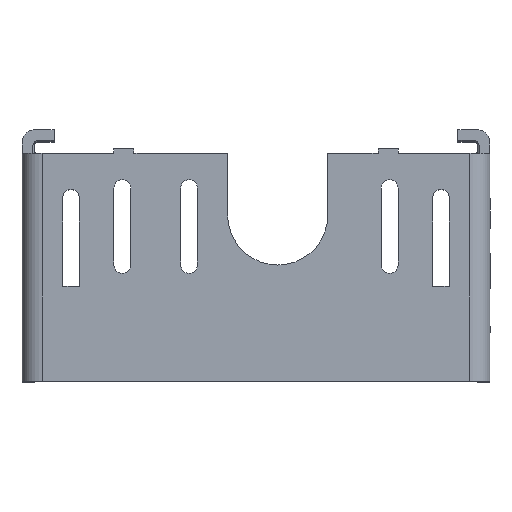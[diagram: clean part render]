
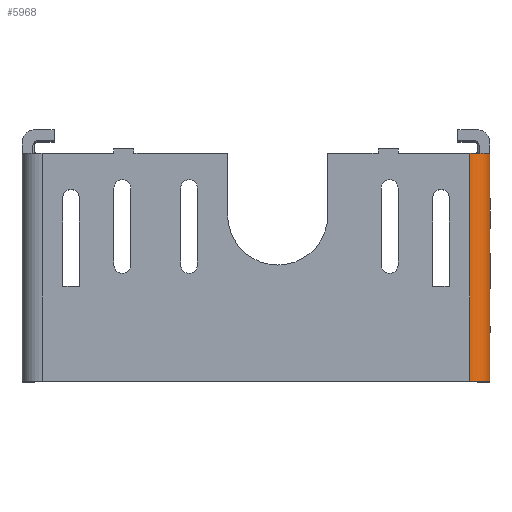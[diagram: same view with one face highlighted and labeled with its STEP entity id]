
A CAD part, top view. The second image highlights one B-rep face of the part: STEP entity #5968.
In plain terms, the highlighted cylindrical face has radius 3 mm (diameter 6 mm), a partial arc.
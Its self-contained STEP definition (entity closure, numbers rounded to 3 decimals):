
#371=FACE_OUTER_BOUND('',#693,.T.);
#693=EDGE_LOOP('',(#4254,#4255,#4256,#4257));
#1026=LINE('',#8542,#1704);
#1114=LINE('',#8783,#1792);
#1704=VECTOR('',#6831,1000.);
#1792=VECTOR('',#7047,1000.);
#2409=CIRCLE('',#6339,3.);
#2413=CIRCLE('',#6344,3.);
#2584=VERTEX_POINT('',#8539);
#2585=VERTEX_POINT('',#8541);
#2665=VERTEX_POINT('',#8761);
#2674=VERTEX_POINT('',#8781);
#3179=EDGE_CURVE('',#2584,#2585,#1026,.T.);
#3289=EDGE_CURVE('',#2585,#2665,#2409,.T.);
#3299=EDGE_CURVE('',#2584,#2674,#2413,.T.);
#3300=EDGE_CURVE('',#2674,#2665,#1114,.T.);
#4254=ORIENTED_EDGE('',*,*,#3179,.F.);
#4255=ORIENTED_EDGE('',*,*,#3299,.T.);
#4256=ORIENTED_EDGE('',*,*,#3300,.T.);
#4257=ORIENTED_EDGE('',*,*,#3289,.F.);
#5868=CYLINDRICAL_SURFACE('',#6343,3.);
#5968=ADVANCED_FACE('',(#371),#5868,.T.);
#6339=AXIS2_PLACEMENT_3D('',#8762,#7029,#7030);
#6343=AXIS2_PLACEMENT_3D('',#8780,#7043,#7044);
#6344=AXIS2_PLACEMENT_3D('',#8782,#7045,#7046);
#6831=DIRECTION('',(0.,-1.,0.));
#7029=DIRECTION('center_axis',(0.,-1.,0.));
#7030=DIRECTION('ref_axis',(0.,0.,1.));
#7043=DIRECTION('center_axis',(0.,1.,0.));
#7044=DIRECTION('ref_axis',(0.,0.,1.));
#7045=DIRECTION('center_axis',(0.,-1.,0.));
#7046=DIRECTION('ref_axis',(0.,0.,1.));
#7047=DIRECTION('',(0.,-1.,0.));
#8539=CARTESIAN_POINT('',(-5.993,67.975,112.02));
#8541=CARTESIAN_POINT('',(-5.993,33.875,112.02));
#8542=CARTESIAN_POINT('',(-5.993,45.775,112.02));
#8761=CARTESIAN_POINT('',(-8.993,33.875,115.02));
#8762=CARTESIAN_POINT('Origin',(-8.993,33.875,112.02));
#8780=CARTESIAN_POINT('Origin',(-8.993,45.775,112.02));
#8781=CARTESIAN_POINT('',(-8.993,67.975,115.02));
#8782=CARTESIAN_POINT('Origin',(-8.993,67.975,112.02));
#8783=CARTESIAN_POINT('',(-8.993,45.775,115.02));
